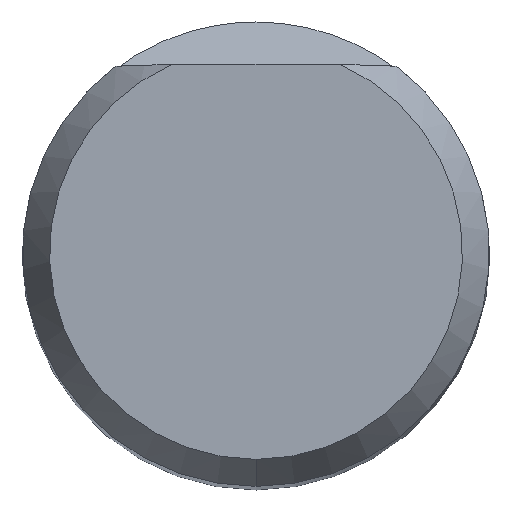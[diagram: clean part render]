
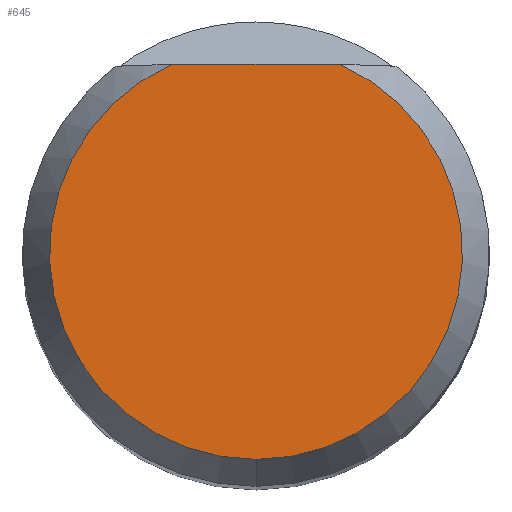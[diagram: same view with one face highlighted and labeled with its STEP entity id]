
A CAD part, top view. The second image highlights one B-rep face of the part: STEP entity #645.
In plain terms, the highlighted planar face has unit normal (0, 0, 1).
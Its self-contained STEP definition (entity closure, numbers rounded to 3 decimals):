
#327=EDGE_CURVE('',#659,#775,#894,.T.);
#335=EDGE_CURVE('',#497,#775,#902,.T.);
#497=VERTEX_POINT('',#1075);
#641=EDGE_CURVE('',#497,#659,#1236,.T.);
#645=ADVANCED_FACE('',(#1240),#1241,.T.);
#659=VERTEX_POINT('',#1256);
#775=VERTEX_POINT('',#1381);
#894=CIRCLE('',#1771,3.538);
#902=LINE('',#1789,#1790);
#1075=CARTESIAN_POINT('',(1.447,3.229,0.0));
#1236=CIRCLE('',#5619,3.538);
#1240=FACE_OUTER_BOUND('',#5625,.T.);
#1241=PLANE('',#5626);
#1256=CARTESIAN_POINT('',(0.,-3.538,0.0));
#1381=CARTESIAN_POINT('',(-1.447,3.229,0.0));
#1771=AXIS2_PLACEMENT_3D('',#7521,#7522,#7523);
#1789=CARTESIAN_POINT('',(-2.0,3.229,0.));
#1790=VECTOR('',#7527,1.0);
#5619=AXIS2_PLACEMENT_3D('',#7858,#7859,#7860);
#5625=EDGE_LOOP('',(#7863,#7864,#7865));
#5626=AXIS2_PLACEMENT_3D('',#7866,#7867,#7868);
#7521=CARTESIAN_POINT('',(0.0,0.0,0.0));
#7522=DIRECTION('',(0.0,0.0,-1.0));
#7523=DIRECTION('',(0.0,1.0,0.0));
#7527=DIRECTION('',(-1.0,0.0,0.0));
#7858=CARTESIAN_POINT('',(0.0,0.0,0.0));
#7859=DIRECTION('',(0.0,0.0,-1.0));
#7860=DIRECTION('',(0.0,1.0,0.0));
#7863=ORIENTED_EDGE('',*,*,#335,.T.);
#7864=ORIENTED_EDGE('',*,*,#327,.F.);
#7865=ORIENTED_EDGE('',*,*,#641,.F.);
#7866=CARTESIAN_POINT('',(0.0,1.769,0.0));
#7867=DIRECTION('',(-0.0,0.0,1.0));
#7868=DIRECTION('',(0.0,-1.0,0.0));
